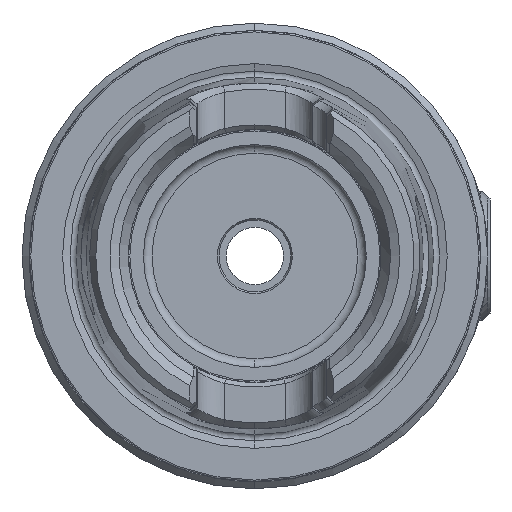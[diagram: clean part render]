
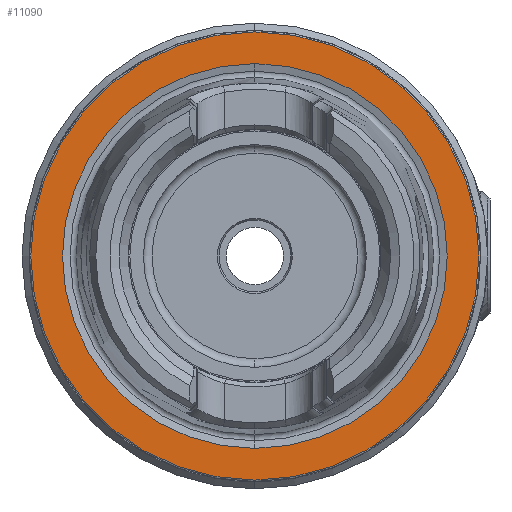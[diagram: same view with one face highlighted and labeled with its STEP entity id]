
A CAD part, left-side view. The second image highlights one B-rep face of the part: STEP entity #11090.
In plain terms, the highlighted planar face has unit normal (-1, 0, 0).
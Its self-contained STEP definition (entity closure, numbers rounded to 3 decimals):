
#389 = AXIS2_PLACEMENT_3D ( 'NONE', #7614, #11084, #5844 ) ;
#830 = AXIS2_PLACEMENT_3D ( 'NONE', #8498, #3127, #9371 ) ;
#882 = DIRECTION ( 'NONE',  ( 0., 0., 1. ) ) ;
#1108 = CARTESIAN_POINT ( 'NONE',  ( 0., 0., -31.275 ) ) ;
#1992 = CIRCLE ( 'NONE', #3947, 31.275 ) ;
#2189 = CIRCLE ( 'NONE', #7697, 26.85 ) ;
#2212 = ORIENTED_EDGE ( 'NONE', *, *, #4166, .F. ) ;
#2754 = ORIENTED_EDGE ( 'NONE', *, *, #3649, .F. ) ;
#3127 = DIRECTION ( 'NONE',  ( -1., 0., 0. ) ) ;
#3259 = DIRECTION ( 'NONE',  ( -1., 0., 0. ) ) ;
#3649 = EDGE_CURVE ( 'NONE', #6933, #7102, #4853, .T. ) ;
#3788 = CARTESIAN_POINT ( 'NONE',  ( 0., 0., 31.275 ) ) ;
#3896 = VERTEX_POINT ( 'NONE', #1108 ) ;
#3947 = AXIS2_PLACEMENT_3D ( 'NONE', #11432, #6202, #882 ) ;
#3958 = CIRCLE ( 'NONE', #830, 31.275 ) ;
#4166 = EDGE_CURVE ( 'NONE', #7102, #6933, #2189, .T. ) ;
#4200 = FACE_OUTER_BOUND ( 'NONE', #5889, .T. ) ;
#4717 = ORIENTED_EDGE ( 'NONE', *, *, #10556, .T. ) ;
#4731 = CARTESIAN_POINT ( 'NONE',  ( 0., 0., 0. ) ) ;
#4853 = CIRCLE ( 'NONE', #6951, 26.85 ) ;
#4945 = PLANE ( 'NONE',  #389 ) ;
#5667 = DIRECTION ( 'NONE',  ( 0., 0., 1. ) ) ;
#5844 = DIRECTION ( 'NONE',  ( 0., 0., -1. ) ) ;
#5889 = EDGE_LOOP ( 'NONE', ( #4717, #8065 ) ) ;
#6202 = DIRECTION ( 'NONE',  ( -1., 0., 0. ) ) ;
#6933 = VERTEX_POINT ( 'NONE', #10863 ) ;
#6951 = AXIS2_PLACEMENT_3D ( 'NONE', #4731, #10895, #5667 ) ;
#7000 = EDGE_LOOP ( 'NONE', ( #2212, #2754 ) ) ;
#7102 = VERTEX_POINT ( 'NONE', #8565 ) ;
#7614 = CARTESIAN_POINT ( 'NONE',  ( 0., 31.275, 0. ) ) ;
#7697 = AXIS2_PLACEMENT_3D ( 'NONE', #8621, #3259, #9493 ) ;
#8065 = ORIENTED_EDGE ( 'NONE', *, *, #11259, .T. ) ;
#8498 = CARTESIAN_POINT ( 'NONE',  ( 0., 0., 0. ) ) ;
#8565 = CARTESIAN_POINT ( 'NONE',  ( 0., 0., 26.85 ) ) ;
#8621 = CARTESIAN_POINT ( 'NONE',  ( 0., 0., 0. ) ) ;
#8934 = VERTEX_POINT ( 'NONE', #3788 ) ;
#9371 = DIRECTION ( 'NONE',  ( 0., 0., 1. ) ) ;
#9493 = DIRECTION ( 'NONE',  ( 0., 0., 1. ) ) ;
#10556 = EDGE_CURVE ( 'NONE', #8934, #3896, #3958, .T. ) ;
#10713 = FACE_BOUND ( 'NONE', #7000, .T. ) ;
#10863 = CARTESIAN_POINT ( 'NONE',  ( 0., 0., -26.85 ) ) ;
#10895 = DIRECTION ( 'NONE',  ( -1., 0., 0. ) ) ;
#11084 = DIRECTION ( 'NONE',  ( 1., 0., 0. ) ) ;
#11090 = ADVANCED_FACE ( 'NONE', ( #10713, #4200 ), #4945, .F. ) ;
#11259 = EDGE_CURVE ( 'NONE', #3896, #8934, #1992, .T. ) ;
#11432 = CARTESIAN_POINT ( 'NONE',  ( 0., 0., 0. ) ) ;
